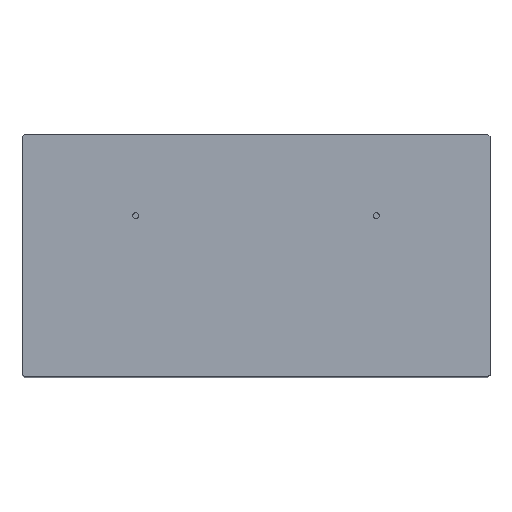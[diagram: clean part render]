
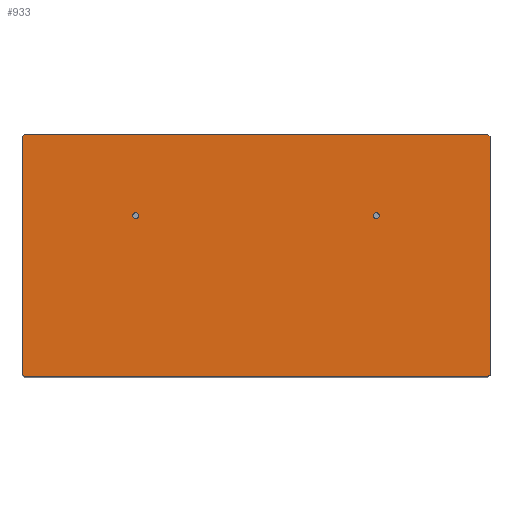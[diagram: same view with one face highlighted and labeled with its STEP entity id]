
A CAD part, top view. The second image highlights one B-rep face of the part: STEP entity #933.
In plain terms, the highlighted planar face has unit normal (0, 0, 1).
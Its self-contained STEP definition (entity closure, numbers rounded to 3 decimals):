
#23=FACE_BOUND('',#184,.T.);
#24=FACE_BOUND('',#185,.T.);
#59=CIRCLE('',#1031,1.265);
#60=CIRCLE('',#1032,1.265);
#121=FACE_OUTER_BOUND('',#183,.T.);
#183=EDGE_LOOP('',(#808,#809,#810,#811,#812,#813,#814,#815));
#184=EDGE_LOOP('',(#816));
#185=EDGE_LOOP('',(#817));
#254=LINE('',#1499,#352);
#263=LINE('',#1518,#361);
#274=LINE('',#1539,#372);
#281=LINE('',#1553,#379);
#284=LINE('',#1557,#382);
#285=LINE('',#1559,#383);
#286=LINE('',#1561,#384);
#287=LINE('',#1562,#385);
#352=VECTOR('',#1232,10.);
#361=VECTOR('',#1247,10.);
#372=VECTOR('',#1268,10.);
#379=VECTOR('',#1279,10.);
#382=VECTOR('',#1284,10.);
#383=VECTOR('',#1287,10.);
#384=VECTOR('',#1290,10.);
#385=VECTOR('',#1291,10.);
#442=VERTEX_POINT('',#1496);
#443=VERTEX_POINT('',#1498);
#449=VERTEX_POINT('',#1516);
#450=VERTEX_POINT('',#1517);
#454=VERTEX_POINT('',#1537);
#455=VERTEX_POINT('',#1538);
#459=VERTEX_POINT('',#1550);
#460=VERTEX_POINT('',#1552);
#461=VERTEX_POINT('',#1563);
#462=VERTEX_POINT('',#1565);
#550=EDGE_CURVE('',#442,#443,#254,.T.);
#559=EDGE_CURVE('',#449,#450,#263,.T.);
#570=EDGE_CURVE('',#454,#455,#274,.T.);
#577=EDGE_CURVE('',#459,#460,#281,.T.);
#580=EDGE_CURVE('',#454,#450,#284,.T.);
#581=EDGE_CURVE('',#449,#460,#285,.T.);
#582=EDGE_CURVE('',#459,#443,#286,.T.);
#583=EDGE_CURVE('',#442,#455,#287,.T.);
#584=EDGE_CURVE('',#461,#461,#59,.T.);
#585=EDGE_CURVE('',#462,#462,#60,.T.);
#808=ORIENTED_EDGE('',*,*,#570,.F.);
#809=ORIENTED_EDGE('',*,*,#580,.T.);
#810=ORIENTED_EDGE('',*,*,#559,.F.);
#811=ORIENTED_EDGE('',*,*,#581,.T.);
#812=ORIENTED_EDGE('',*,*,#577,.F.);
#813=ORIENTED_EDGE('',*,*,#582,.T.);
#814=ORIENTED_EDGE('',*,*,#550,.F.);
#815=ORIENTED_EDGE('',*,*,#583,.T.);
#816=ORIENTED_EDGE('',*,*,#584,.T.);
#817=ORIENTED_EDGE('',*,*,#585,.T.);
#877=PLANE('',#1030);
#933=ADVANCED_FACE('',(#121,#23,#24),#877,.F.);
#1030=AXIS2_PLACEMENT_3D('',#1560,#1288,#1289);
#1031=AXIS2_PLACEMENT_3D('',#1564,#1292,#1293);
#1032=AXIS2_PLACEMENT_3D('',#1566,#1294,#1295);
#1232=DIRECTION('',(0.703,0.711,0.));
#1247=DIRECTION('',(-0.704,-0.711,0.));
#1268=DIRECTION('',(-0.704,0.711,0.));
#1279=DIRECTION('',(0.703,-0.711,0.));
#1284=DIRECTION('',(1.,0.,0.));
#1287=DIRECTION('',(0.,1.,0.));
#1288=DIRECTION('center_axis',(0.,0.,-1.));
#1289=DIRECTION('ref_axis',(-1.,0.,0.));
#1290=DIRECTION('',(-1.,0.,0.));
#1291=DIRECTION('',(0.,-1.,0.));
#1292=DIRECTION('center_axis',(0.,0.,-1.));
#1293=DIRECTION('ref_axis',(1.,0.,0.));
#1294=DIRECTION('center_axis',(0.,0.,-1.));
#1295=DIRECTION('ref_axis',(1.,0.,0.));
#1496=CARTESIAN_POINT('',(23.094,98.844,-11.2));
#1498=CARTESIAN_POINT('',(24.094,99.855,-11.2));
#1499=CARTESIAN_POINT('',(37.221,113.123,-11.2));
#1516=CARTESIAN_POINT('',(224.745,-3.732,-11.2));
#1517=CARTESIAN_POINT('',(223.745,-4.742,-11.2));
#1518=CARTESIAN_POINT('',(214.352,-14.227,-11.2));
#1537=CARTESIAN_POINT('',(24.094,-4.742,-11.2));
#1538=CARTESIAN_POINT('',(23.094,-3.732,-11.2));
#1539=CARTESIAN_POINT('',(33.487,-14.227,-11.2));
#1550=CARTESIAN_POINT('',(223.745,99.855,-11.2));
#1552=CARTESIAN_POINT('',(224.745,98.844,-11.2));
#1553=CARTESIAN_POINT('',(210.618,113.123,-11.2));
#1557=CARTESIAN_POINT('',(73.507,-4.742,-11.2));
#1559=CARTESIAN_POINT('',(224.745,112.536,-11.2));
#1560=CARTESIAN_POINT('Origin',(123.919,55.646,-11.2));
#1561=CARTESIAN_POINT('',(73.507,99.855,-11.2));
#1562=CARTESIAN_POINT('',(23.094,112.536,-11.2));
#1563=CARTESIAN_POINT('',(70.83,64.762,-11.2));
#1564=CARTESIAN_POINT('Origin',(72.094,64.762,-11.2));
#1565=CARTESIAN_POINT('',(174.48,64.762,-11.2));
#1566=CARTESIAN_POINT('Origin',(175.745,64.762,-11.2));
